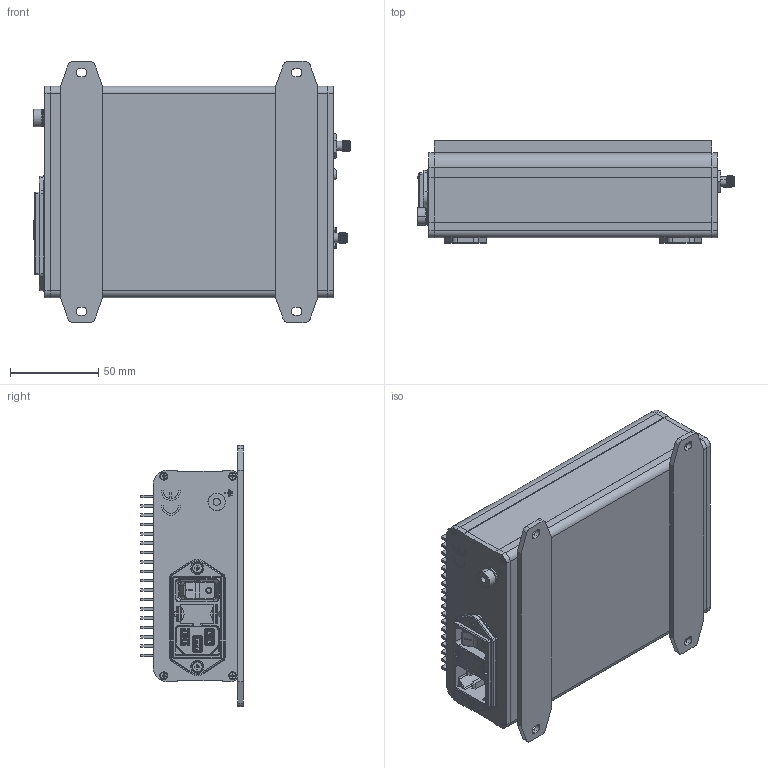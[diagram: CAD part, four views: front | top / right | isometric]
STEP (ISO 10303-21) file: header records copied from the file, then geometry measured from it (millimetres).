
FILE_DESCRIPTION (( 'STEP AP214' ), '1' );
FILE_NAME ('FMAM63023_3D.step', '2023-06-12T18:42:40', ( '' ), ( '' ), 'SwSTEP 2.0', 'SolidWorks 2022', '' );
FILE_SCHEMA (( 'AUTOMOTIVE_DESIGN' ));
Length unit declared in the file: millimetre
Products named in the file (11): ESD LABEL^FMAM63023; Logo Label - an Infinite brand^FMAM63023_Fairview; PE45573^FMAM63023; FMAM63023_3D; PE15A63023_mtg strip^FMAM63023; countersunk flat head cross recess screw_din_DIN EN ISO 7046-1 - M3 x 10 - Z - 10N; countersunk flat head cross recess screw_din_DIN EN ISO 7046-1 - M2 x 12 - Z - 12N; socket head cap screw 4762_din_EN ISO 4762 M1.6 x 8 - 8N; PE15A63023_chassis^FMAM63023; sma female 12mm hex bulkhead^FMAM63023; pwr ent mod schurter DD14-XXXXX-1XX11-1100^FMAM63023
Assembly tree (24 placements, depth 2):
  FMAM63023_3D
    PE15A63023_chassis^FMAM63023
    countersunk flat head cross recess screw_din_DIN EN ISO 7046-1 - M2 x 12 - Z - 12N  x12
    sma female 12mm hex bulkhead^FMAM63023
    PE15A63023_mtg strip^FMAM63023  x2
    pwr ent mod schurter DD14-XXXXX-1XX11-1100^FMAM63023
    countersunk flat head cross recess screw_din_DIN EN ISO 7046-1 - M3 x 10 - Z - 10N  x2
    PE45573^FMAM63023
    socket head cap screw 4762_din_EN ISO 4762 M1.6 x 8 - 8N  x2
    Logo Label - an Infinite brand^FMAM63023_Fairview
    ESD LABEL^FMAM63023
Bounding box: 179.8 x 58 x 148 mm (x, y, z)
Volume: 367664.8 mm3; surface area: 211040.5 mm2
Topology: 27 solids, 31 shells, 2965 faces, 7622 edges, 4841 vertices
Faces by surface type: plane 1735, cylinder 438, bspline 405, cone 303, torus 72, sphere 12
Entity records: 101421 total; most frequent: CARTESIAN_POINT 28854, ORIENTED_EDGE 12636, DIRECTION 10319, EDGE_CURVE 6318, VECTOR 4415, LINE 4415, VERTEX_POINT 4104, AXIS2_PLACEMENT_3D 2952
